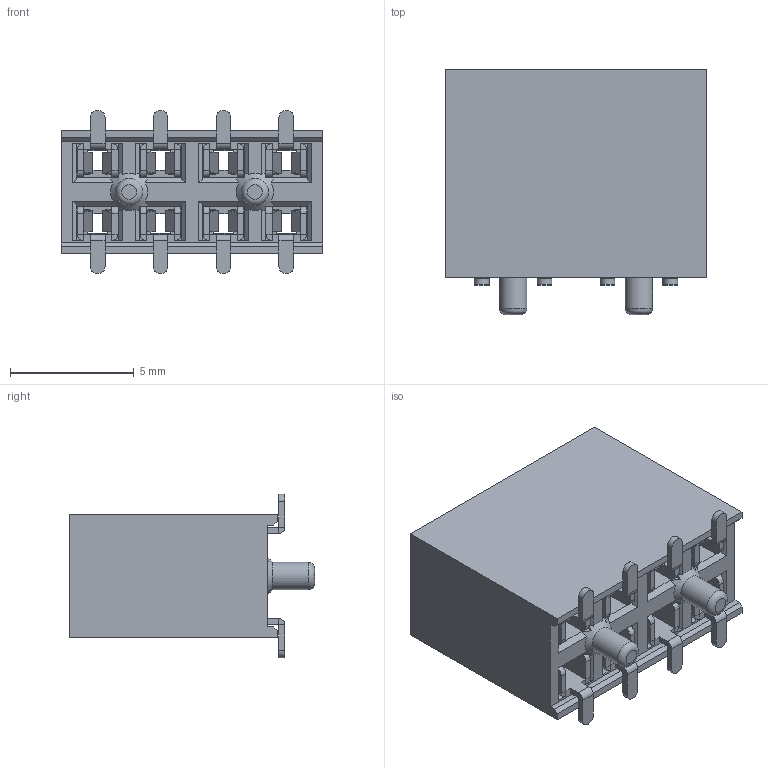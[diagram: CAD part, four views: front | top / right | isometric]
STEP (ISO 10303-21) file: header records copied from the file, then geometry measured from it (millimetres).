
FILE_DESCRIPTION(/* description */ (''),/* implementation_level */ '2;1');
FILE_NAME(/* name */ '3495-08-xx-10.stp',/* time_stamp */ '2025-09-19T10:49:54+02:00',/* author */ ('andreas.larin'),/* organization */ (''),/* preprocessor_version */ 'ST-DEVELOPER v20',/* originating_system */ 'Autodesk Inventor 2025',/* authorisation */ '');
FILE_SCHEMA (('AUTOMOTIVE_DESIGN { 1 0 10303 214 3 1 1 }'));
Length unit declared in the file: millimetre
Products named in the file (1): 3495-08-xx-10
Bounding box: 10.56 x 9.9 x 6.6 mm (x, y, z)
Volume: 322.7 mm3; surface area: 1037.3 mm2
Topology: 1 solids, 1 shells, 796 faces, 1958 edges, 1150 vertices
Faces by surface type: plane 518, cylinder 210, bspline 64, cone 2, torus 2
Full cylindrical faces by diameter (mm): 1.1 x2
Entity records: 23413 total; most frequent: CARTESIAN_POINT 4893, ORIENTED_EDGE 3916, DIRECTION 3688, EDGE_CURVE 1958, LINE 1478, VECTOR 1478, VERTEX_POINT 1150, AXIS2_PLACEMENT_3D 1105
